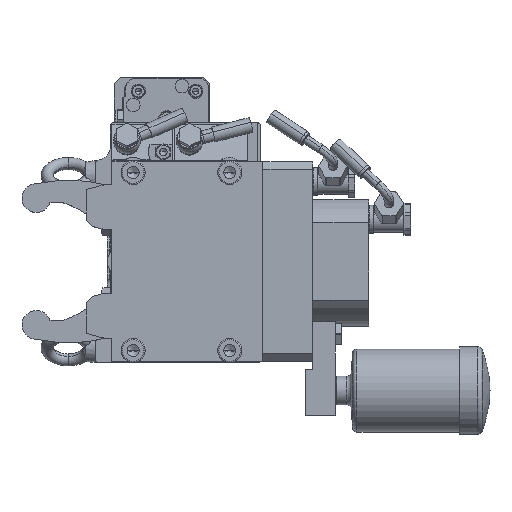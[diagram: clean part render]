
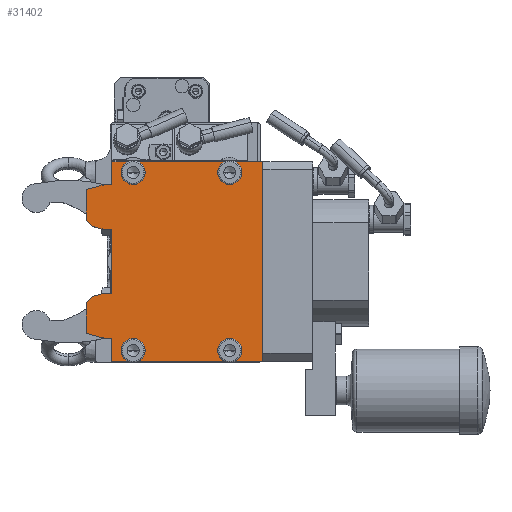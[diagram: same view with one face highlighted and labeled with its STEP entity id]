
A CAD part, top view. The second image highlights one B-rep face of the part: STEP entity #31402.
In plain terms, the highlighted planar face has unit normal (0, 0, 1).
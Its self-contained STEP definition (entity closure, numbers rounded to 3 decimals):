
#4491=CARTESIAN_POINT('',(13.,-59.,153.));
#4492=DIRECTION('',(0.,0.,-1.));
#4493=DIRECTION('',(-1.,0.,0.));
#4494=AXIS2_PLACEMENT_3D('',#4491,#4492,#4493);
#4496=CARTESIAN_POINT('',(13.,-59.,153.));
#4497=DIRECTION('',(0.,0.,-1.));
#4498=DIRECTION('',(-0.464,-0.886,0.));
#4499=AXIS2_PLACEMENT_3D('',#4496,#4497,#4498);
#4501=DIRECTION('',(1.,0.,0.));
#4502=VECTOR('',#4501,56.676);
#4503=CARTESIAN_POINT('',(-47.338,-66.,153.));
#4504=LINE('',#4503,#4502);
#4505=CARTESIAN_POINT('',(-51.,-59.,153.));
#4506=DIRECTION('',(0.,0.,-1.));
#4507=DIRECTION('',(1.,0.,0.));
#4508=AXIS2_PLACEMENT_3D('',#4505,#4506,#4507);
#4510=CARTESIAN_POINT('',(-51.,-59.,153.));
#4511=DIRECTION('',(0.,0.,-1.));
#4512=DIRECTION('',(-1.,0.,0.));
#4513=AXIS2_PLACEMENT_3D('',#4510,#4511,#4512);
#4515=CARTESIAN_POINT('',(-51.,-59.,153.));
#4516=DIRECTION('',(0.,0.,-1.));
#4517=DIRECTION('',(-0.464,-0.886,0.));
#4518=AXIS2_PLACEMENT_3D('',#4515,#4516,#4517);
#4520=DIRECTION('',(1.,0.,0.));
#4521=VECTOR('',#4520,10.338);
#4522=CARTESIAN_POINT('',(-65.,-66.,153.));
#4523=LINE('',#4522,#4521);
#4524=DIRECTION('',(0.,-1.,0.));
#4525=VECTOR('',#4524,15.);
#4526=CARTESIAN_POINT('',(-65.,-51.,153.));
#4527=LINE('',#4526,#4525);
#4528=DIRECTION('',(1.,0.,0.));
#4529=VECTOR('',#4528,4.5);
#4530=CARTESIAN_POINT('',(-69.5,-51.,153.));
#4531=LINE('',#4530,#4529);
#4532=DIRECTION('',(0.966,-0.259,0.));
#4533=VECTOR('',#4532,12.941);
#4534=CARTESIAN_POINT('',(-82.,-47.651,153.));
#4535=LINE('',#4534,#4533);
#4536=DIRECTION('',(0.,-1.,0.));
#4537=VECTOR('',#4536,20.301);
#4538=CARTESIAN_POINT('',(-82.,-27.349,153.));
#4539=LINE('',#4538,#4537);
#4540=DIRECTION('',(-0.707,-0.707,0.));
#4541=VECTOR('',#4540,5.796);
#4542=CARTESIAN_POINT('',(-77.902,-23.251,153.));
#4543=LINE('',#4542,#4541);
#4544=DIRECTION('',(-0.966,-0.259,0.));
#4545=VECTOR('',#4544,8.698);
#4546=CARTESIAN_POINT('',(-69.5,-21.,153.));
#4547=LINE('',#4546,#4545);
#4548=DIRECTION('',(-1.,0.,0.));
#4549=VECTOR('',#4548,4.5);
#4550=CARTESIAN_POINT('',(-65.,-21.,153.));
#4551=LINE('',#4550,#4549);
#4552=DIRECTION('',(0.,-1.,0.));
#4553=VECTOR('',#4552,42.);
#4554=CARTESIAN_POINT('',(-65.,21.,153.));
#4555=LINE('',#4554,#4553);
#4556=DIRECTION('',(1.,0.,0.));
#4557=VECTOR('',#4556,4.5);
#4558=CARTESIAN_POINT('',(-69.5,21.,153.));
#4559=LINE('',#4558,#4557);
#4560=DIRECTION('',(0.966,-0.259,0.));
#4561=VECTOR('',#4560,8.698);
#4562=CARTESIAN_POINT('',(-77.902,23.251,153.));
#4563=LINE('',#4562,#4561);
#4564=DIRECTION('',(0.707,-0.707,0.));
#4565=VECTOR('',#4564,5.796);
#4566=CARTESIAN_POINT('',(-82.,27.349,153.));
#4567=LINE('',#4566,#4565);
#4568=DIRECTION('',(0.,-1.,0.));
#4569=VECTOR('',#4568,20.301);
#4570=CARTESIAN_POINT('',(-82.,47.651,153.));
#4571=LINE('',#4570,#4569);
#4572=DIRECTION('',(-0.966,-0.259,0.));
#4573=VECTOR('',#4572,12.941);
#4574=CARTESIAN_POINT('',(-69.5,51.,153.));
#4575=LINE('',#4574,#4573);
#4576=DIRECTION('',(-1.,0.,0.));
#4577=VECTOR('',#4576,4.5);
#4578=CARTESIAN_POINT('',(-65.,51.,153.));
#4579=LINE('',#4578,#4577);
#4580=DIRECTION('',(0.,-1.,0.));
#4581=VECTOR('',#4580,15.);
#4582=CARTESIAN_POINT('',(-65.,66.,153.));
#4583=LINE('',#4582,#4581);
#4584=DIRECTION('',(-1.,0.,0.));
#4585=VECTOR('',#4584,100.);
#4586=CARTESIAN_POINT('',(35.,66.,153.));
#4587=LINE('',#4586,#4585);
#4588=DIRECTION('',(0.,1.,0.));
#4589=VECTOR('',#4588,132.);
#4590=CARTESIAN_POINT('',(35.,-66.,153.));
#4591=LINE('',#4590,#4589);
#4592=DIRECTION('',(1.,0.,0.));
#4593=VECTOR('',#4592,18.338);
#4594=CARTESIAN_POINT('',(16.662,-66.,153.));
#4595=LINE('',#4594,#4593);
#4596=CARTESIAN_POINT('',(13.,-59.,153.));
#4597=DIRECTION('',(0.,0.,-1.));
#4598=DIRECTION('',(1.,0.,0.));
#4599=AXIS2_PLACEMENT_3D('',#4596,#4597,#4598);
#4601=CARTESIAN_POINT('',(-51.,59.,153.));
#4602=DIRECTION('',(0.,0.,-1.));
#4603=DIRECTION('',(0.,-1.,0.));
#4604=AXIS2_PLACEMENT_3D('',#4601,#4602,#4603);
#4606=CARTESIAN_POINT('',(-51.,59.,153.));
#4607=DIRECTION('',(0.,0.,-1.));
#4608=DIRECTION('',(0.,1.,0.));
#4609=AXIS2_PLACEMENT_3D('',#4606,#4607,#4608);
#4611=CARTESIAN_POINT('',(13.,59.,153.));
#4612=DIRECTION('',(0.,0.,-1.));
#4613=DIRECTION('',(0.,-1.,0.));
#4614=AXIS2_PLACEMENT_3D('',#4611,#4612,#4613);
#4616=CARTESIAN_POINT('',(13.,59.,153.));
#4617=DIRECTION('',(0.,0.,-1.));
#4618=DIRECTION('',(0.,1.,0.));
#4619=AXIS2_PLACEMENT_3D('',#4616,#4617,#4618);
#24936=CARTESIAN_POINT('',(-65.,66.,153.));
#24937=CARTESIAN_POINT('',(-65.,51.,153.));
#24938=VERTEX_POINT('',#24936);
#24939=VERTEX_POINT('',#24937);
#24940=CARTESIAN_POINT('',(-65.,21.,153.));
#24941=CARTESIAN_POINT('',(-65.,-21.,153.));
#24942=VERTEX_POINT('',#24940);
#24943=VERTEX_POINT('',#24941);
#24944=CARTESIAN_POINT('',(-65.,-51.,153.));
#24945=CARTESIAN_POINT('',(-65.,-66.,153.));
#24946=VERTEX_POINT('',#24944);
#24947=VERTEX_POINT('',#24945);
#24964=CARTESIAN_POINT('',(-51.,53.5,153.));
#24965=CARTESIAN_POINT('',(-51.,64.5,153.));
#24966=VERTEX_POINT('',#24964);
#24967=VERTEX_POINT('',#24965);
#24968=CARTESIAN_POINT('',(13.,53.5,153.));
#24969=CARTESIAN_POINT('',(13.,64.5,153.));
#24970=VERTEX_POINT('',#24968);
#24971=VERTEX_POINT('',#24969);
#24988=CARTESIAN_POINT('',(35.,-66.,153.));
#24989=CARTESIAN_POINT('',(35.,66.,153.));
#24990=VERTEX_POINT('',#24988);
#24991=VERTEX_POINT('',#24989);
#25060=CARTESIAN_POINT('',(-69.5,51.,153.));
#25061=CARTESIAN_POINT('',(-82.,47.651,153.));
#25062=VERTEX_POINT('',#25060);
#25063=VERTEX_POINT('',#25061);
#25064=CARTESIAN_POINT('',(-69.5,21.,153.));
#25066=VERTEX_POINT('',#25064);
#25068=CARTESIAN_POINT('',(-69.5,-21.,153.));
#25070=VERTEX_POINT('',#25068);
#25072=CARTESIAN_POINT('',(-82.,-47.651,153.));
#25073=CARTESIAN_POINT('',(-69.5,-51.,153.));
#25074=VERTEX_POINT('',#25072);
#25075=VERTEX_POINT('',#25073);
#25076=CARTESIAN_POINT('',(-82.,27.349,153.));
#25077=CARTESIAN_POINT('',(-77.902,23.251,153.));
#25078=VERTEX_POINT('',#25076);
#25079=VERTEX_POINT('',#25077);
#25088=CARTESIAN_POINT('',(-77.902,-23.251,153.));
#25089=VERTEX_POINT('',#25088);
#25090=CARTESIAN_POINT('',(-82.,-27.349,153.));
#25091=VERTEX_POINT('',#25090);
#25920=CARTESIAN_POINT('',(-58.9,-59.,153.));
#25921=CARTESIAN_POINT('',(-43.1,-59.,153.));
#25922=VERTEX_POINT('',#25920);
#25923=VERTEX_POINT('',#25921);
#25924=CARTESIAN_POINT('',(-47.338,-66.,153.));
#25925=VERTEX_POINT('',#25924);
#25926=CARTESIAN_POINT('',(-54.662,-66.,153.));
#25927=VERTEX_POINT('',#25926);
#25928=CARTESIAN_POINT('',(5.1,-59.,153.));
#25929=CARTESIAN_POINT('',(20.9,-59.,153.));
#25930=VERTEX_POINT('',#25928);
#25931=VERTEX_POINT('',#25929);
#25932=CARTESIAN_POINT('',(16.662,-66.,153.));
#25933=VERTEX_POINT('',#25932);
#25934=CARTESIAN_POINT('',(9.338,-66.,153.));
#25935=VERTEX_POINT('',#25934);
#31337=CARTESIAN_POINT('',(13.,0.,153.));
#31338=DIRECTION('',(0.,0.,1.));
#31339=DIRECTION('',(0.,1.,0.));
#31340=AXIS2_PLACEMENT_3D('',#31337,#31338,#31339);
#31341=PLANE('',#31340);
#31343=ORIENTED_EDGE('',*,*,#31342,.F.);
#31345=ORIENTED_EDGE('',*,*,#31344,.F.);
#31346=ORIENTED_EDGE('',*,*,#28570,.F.);
#31348=ORIENTED_EDGE('',*,*,#31347,.F.);
#31350=ORIENTED_EDGE('',*,*,#31349,.F.);
#31352=ORIENTED_EDGE('',*,*,#31351,.F.);
#31353=ORIENTED_EDGE('',*,*,#28566,.F.);
#31355=ORIENTED_EDGE('',*,*,#31354,.F.);
#31357=ORIENTED_EDGE('',*,*,#31356,.F.);
#31359=ORIENTED_EDGE('',*,*,#31358,.F.);
#31361=ORIENTED_EDGE('',*,*,#31360,.F.);
#31363=ORIENTED_EDGE('',*,*,#31362,.F.);
#31365=ORIENTED_EDGE('',*,*,#31364,.F.);
#31367=ORIENTED_EDGE('',*,*,#31366,.F.);
#31369=ORIENTED_EDGE('',*,*,#31368,.F.);
#31371=ORIENTED_EDGE('',*,*,#31370,.F.);
#31373=ORIENTED_EDGE('',*,*,#31372,.F.);
#31375=ORIENTED_EDGE('',*,*,#31374,.F.);
#31377=ORIENTED_EDGE('',*,*,#31376,.F.);
#31379=ORIENTED_EDGE('',*,*,#31378,.F.);
#31381=ORIENTED_EDGE('',*,*,#31380,.F.);
#31382=ORIENTED_EDGE('',*,*,#31330,.F.);
#31383=ORIENTED_EDGE('',*,*,#31284,.F.);
#31384=ORIENTED_EDGE('',*,*,#31248,.F.);
#31385=ORIENTED_EDGE('',*,*,#28574,.F.);
#31387=ORIENTED_EDGE('',*,*,#31386,.F.);
#31388=EDGE_LOOP('',(#31343,#31345,#31346,#31348,#31350,#31352,#31353,#31355,
#31357,#31359,#31361,#31363,#31365,#31367,#31369,#31371,#31373,#31375,#31377,
#31379,#31381,#31382,#31383,#31384,#31385,#31387));
#31389=FACE_OUTER_BOUND('',#31388,.F.);
#31391=ORIENTED_EDGE('',*,*,#31390,.F.);
#31393=ORIENTED_EDGE('',*,*,#31392,.F.);
#31394=EDGE_LOOP('',(#31391,#31393));
#31395=FACE_BOUND('',#31394,.F.);
#31397=ORIENTED_EDGE('',*,*,#31396,.F.);
#31399=ORIENTED_EDGE('',*,*,#31398,.F.);
#31400=EDGE_LOOP('',(#31397,#31399));
#31401=FACE_BOUND('',#31400,.F.);
#31402=ADVANCED_FACE('',(#31389,#31395,#31401),#31341,.T.);
#4495=CIRCLE('',#4494,7.9);
#4500=CIRCLE('',#4499,7.9);
#4509=CIRCLE('',#4508,7.9);
#4514=CIRCLE('',#4513,7.9);
#4519=CIRCLE('',#4518,7.9);
#4600=CIRCLE('',#4599,7.9);
#4605=CIRCLE('',#4604,5.5);
#4610=CIRCLE('',#4609,5.5);
#4615=CIRCLE('',#4614,5.5);
#4620=CIRCLE('',#4619,5.5);
#28566=EDGE_CURVE('',#24947,#25927,#4523,.T.);
#28570=EDGE_CURVE('',#25925,#25935,#4504,.T.);
#28574=EDGE_CURVE('',#25933,#24990,#4595,.T.);
#31248=EDGE_CURVE('',#24990,#24991,#4591,.T.);
#31284=EDGE_CURVE('',#24991,#24938,#4587,.T.);
#31330=EDGE_CURVE('',#24938,#24939,#4583,.T.);
#31342=EDGE_CURVE('',#25930,#25931,#4495,.T.);
#31344=EDGE_CURVE('',#25935,#25930,#4500,.T.);
#31347=EDGE_CURVE('',#25923,#25925,#4509,.T.);
#31349=EDGE_CURVE('',#25922,#25923,#4514,.T.);
#31351=EDGE_CURVE('',#25927,#25922,#4519,.T.);
#31354=EDGE_CURVE('',#24946,#24947,#4527,.T.);
#31356=EDGE_CURVE('',#25075,#24946,#4531,.T.);
#31358=EDGE_CURVE('',#25074,#25075,#4535,.T.);
#31360=EDGE_CURVE('',#25091,#25074,#4539,.T.);
#31362=EDGE_CURVE('',#25089,#25091,#4543,.T.);
#31364=EDGE_CURVE('',#25070,#25089,#4547,.T.);
#31366=EDGE_CURVE('',#24943,#25070,#4551,.T.);
#31368=EDGE_CURVE('',#24942,#24943,#4555,.T.);
#31370=EDGE_CURVE('',#25066,#24942,#4559,.T.);
#31372=EDGE_CURVE('',#25079,#25066,#4563,.T.);
#31374=EDGE_CURVE('',#25078,#25079,#4567,.T.);
#31376=EDGE_CURVE('',#25063,#25078,#4571,.T.);
#31378=EDGE_CURVE('',#25062,#25063,#4575,.T.);
#31380=EDGE_CURVE('',#24939,#25062,#4579,.T.);
#31386=EDGE_CURVE('',#25931,#25933,#4600,.T.);
#31390=EDGE_CURVE('',#24966,#24967,#4605,.T.);
#31392=EDGE_CURVE('',#24967,#24966,#4610,.T.);
#31396=EDGE_CURVE('',#24970,#24971,#4615,.T.);
#31398=EDGE_CURVE('',#24971,#24970,#4620,.T.);
